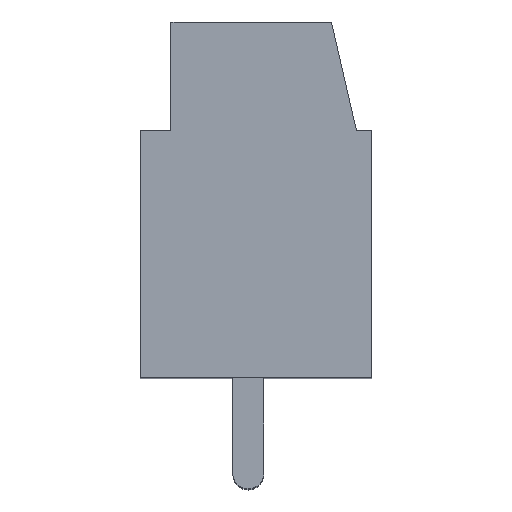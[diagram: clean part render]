
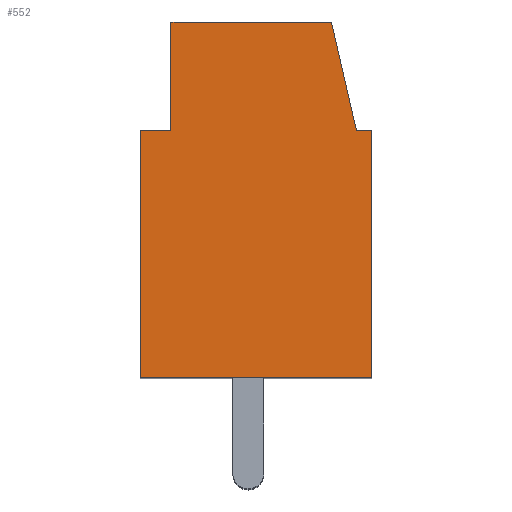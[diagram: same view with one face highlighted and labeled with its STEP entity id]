
A CAD part, top view. The second image highlights one B-rep face of the part: STEP entity #552.
In plain terms, the highlighted planar face has unit normal (0, 0, 1).
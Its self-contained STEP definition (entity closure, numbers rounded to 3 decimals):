
#552 = ADVANCED_FACE( '', ( #1320 ), #1321, .T. );
#1320 = FACE_OUTER_BOUND( '', #2342, .T. );
#1321 = PLANE( '', #2343 );
#2342 = EDGE_LOOP( '', ( #3769, #3770, #3771, #3772, #3773, #3774, #3775, #3776 ) );
#2343 = AXIS2_PLACEMENT_3D( '', #3777, #3778, #3779 );
#3769 = ORIENTED_EDGE( '', *, *, #6752, .T. );
#3770 = ORIENTED_EDGE( '', *, *, #6753, .T. );
#3771 = ORIENTED_EDGE( '', *, *, #6611, .T. );
#3772 = ORIENTED_EDGE( '', *, *, #6754, .F. );
#3773 = ORIENTED_EDGE( '', *, *, #6755, .F. );
#3774 = ORIENTED_EDGE( '', *, *, #6463, .T. );
#3775 = ORIENTED_EDGE( '', *, *, #6756, .T. );
#3776 = ORIENTED_EDGE( '', *, *, #6757, .T. );
#3777 = CARTESIAN_POINT( '', ( -8.433, 0.923, 0. ) );
#3778 = DIRECTION( '', ( 0., 0., 1. ) );
#3779 = DIRECTION( '', ( 1., 0., 0. ) );
#6463 = EDGE_CURVE( '', #7830, #7834, #7836, .T. );
#6611 = EDGE_CURVE( '', #8095, #8093, #8096, .T. );
#6752 = EDGE_CURVE( '', #8329, #8330, #8331, .T. );
#6753 = EDGE_CURVE( '', #8330, #8095, #8332, .T. );
#6754 = EDGE_CURVE( '', #8333, #8093, #8334, .T. );
#6755 = EDGE_CURVE( '', #7830, #8333, #8335, .T. );
#6756 = EDGE_CURVE( '', #7834, #8336, #8337, .T. );
#6757 = EDGE_CURVE( '', #8336, #8329, #8338, .T. );
#7830 = VERTEX_POINT( '', #9826 );
#7834 = VERTEX_POINT( '', #9832 );
#7836 = LINE( '', #9835, #9836 );
#8093 = VERTEX_POINT( '', #10290 );
#8095 = VERTEX_POINT( '', #10293 );
#8096 = LINE( '', #10294, #10295 );
#8329 = VERTEX_POINT( '', #10619 );
#8330 = VERTEX_POINT( '', #10620 );
#8331 = LINE( '', #10621, #10622 );
#8332 = LINE( '', #10623, #10624 );
#8333 = VERTEX_POINT( '', #10625 );
#8334 = LINE( '', #10626, #10627 );
#8335 = LINE( '', #10628, #10629 );
#8336 = VERTEX_POINT( '', #10630 );
#8337 = LINE( '', #10631, #10632 );
#8338 = LINE( '', #10633, #10634 );
#9826 = CARTESIAN_POINT( '', ( -6.5, 8., 0. ) );
#9832 = CARTESIAN_POINT( '', ( -7.5, 8., 0. ) );
#9835 = CARTESIAN_POINT( '', ( -4., 8., 0. ) );
#9836 = VECTOR( '', #12558, 1000. );
#10290 = CARTESIAN_POINT( '', ( -1.308, 11.5, 0. ) );
#10293 = CARTESIAN_POINT( '', ( -0.5, 8., 0. ) );
#10294 = CARTESIAN_POINT( '', ( -0.5, 8., 0. ) );
#10295 = VECTOR( '', #12730, 1000. );
#10619 = CARTESIAN_POINT( '', ( 0., 0., 0. ) );
#10620 = CARTESIAN_POINT( '', ( 0., 8., 0. ) );
#10621 = CARTESIAN_POINT( '', ( 0., 0., 0. ) );
#10622 = VECTOR( '', #12885, 1000. );
#10623 = CARTESIAN_POINT( '', ( -4., 8., 0. ) );
#10624 = VECTOR( '', #12886, 1000. );
#10625 = CARTESIAN_POINT( '', ( -6.5, 11.5, 0. ) );
#10626 = CARTESIAN_POINT( '', ( -4., 11.5, 0. ) );
#10627 = VECTOR( '', #12887, 1000. );
#10628 = CARTESIAN_POINT( '', ( -6.5, 0., 0. ) );
#10629 = VECTOR( '', #12888, 1000. );
#10630 = CARTESIAN_POINT( '', ( -7.5, 0., 0. ) );
#10631 = CARTESIAN_POINT( '', ( -7.5, 0., 0. ) );
#10632 = VECTOR( '', #12889, 1000. );
#10633 = CARTESIAN_POINT( '', ( -4., 0., 0. ) );
#10634 = VECTOR( '', #12890, 1000. );
#12558 = DIRECTION( '', ( -1., 0., 0. ) );
#12730 = DIRECTION( '', ( -0.225, 0.974, 0. ) );
#12885 = DIRECTION( '', ( 0., 1., 0. ) );
#12886 = DIRECTION( '', ( -1., 0., 0. ) );
#12887 = DIRECTION( '', ( 1., 0., 0. ) );
#12888 = DIRECTION( '', ( 0., 1., 0. ) );
#12889 = DIRECTION( '', ( 0., -1., 0. ) );
#12890 = DIRECTION( '', ( 1., 0., 0. ) );
